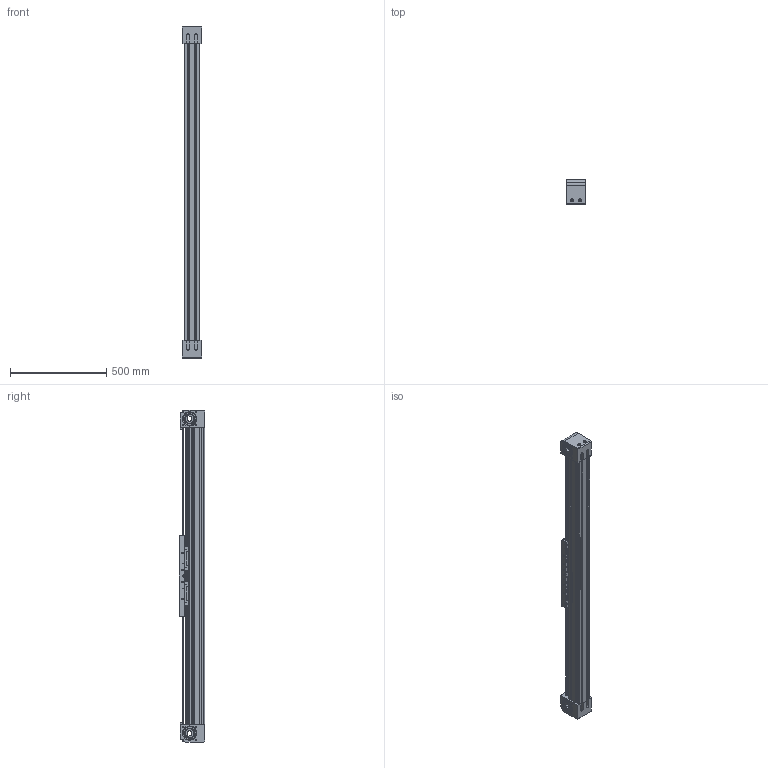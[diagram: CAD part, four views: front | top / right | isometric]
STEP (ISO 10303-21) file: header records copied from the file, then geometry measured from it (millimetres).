
FILE_DESCRIPTION (( 'STEP AP214' ), '1' );
FILE_NAME ('BLM80-1100.STEP', '2023-03-14T07:23:14', ( '' ), ( '' ), 'SwSTEP 2.0', 'SolidWorks 2023', '' );
FILE_SCHEMA (( 'AUTOMOTIVE_DESIGN' ));
Length unit declared in the file: millimetre
Products named in the file (1): BLM80-1100
Bounding box: 100 x 130 x 1724 mm (x, y, z)
Volume: 11734309.1 mm3; surface area: 1833207 mm2
Topology: 49 solids, 57 shells, 4145 faces, 11505 edges, 7525 vertices
Faces by surface type: plane 2217, cylinder 1600, torus 152, sphere 100, cone 52, bspline 24
Entity records: 183392 total; most frequent: CARTESIAN_POINT 29532, DIRECTION 22974, ORIENTED_EDGE 22402, EDGE_CURVE 11201, AXIS2_PLACEMENT_3D 7937, VERTEX_POINT 7333, VECTOR 7100, LINE 7100
